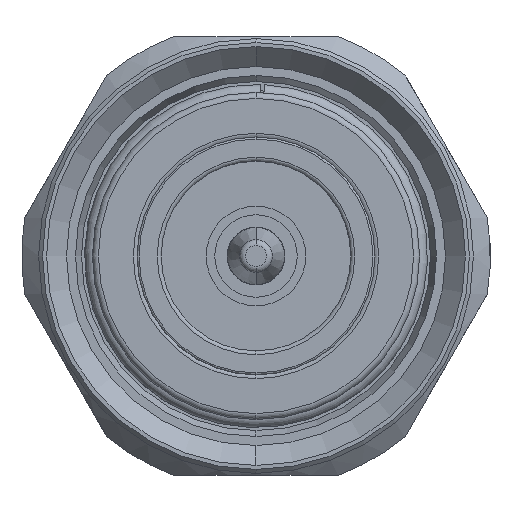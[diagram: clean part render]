
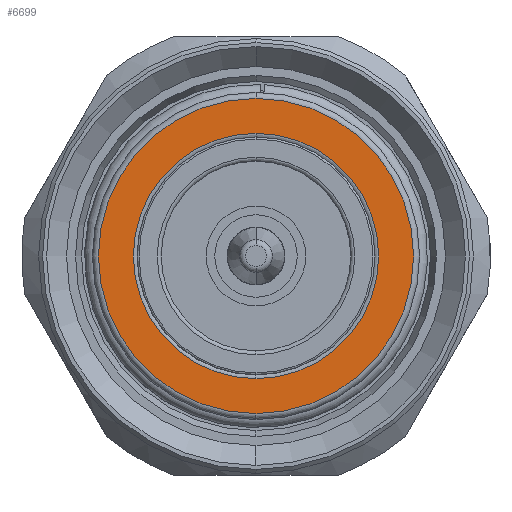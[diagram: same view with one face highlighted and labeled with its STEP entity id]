
A CAD part, left-side view. The second image highlights one B-rep face of the part: STEP entity #6699.
In plain terms, the highlighted planar face has unit normal (-1, 0, 0).
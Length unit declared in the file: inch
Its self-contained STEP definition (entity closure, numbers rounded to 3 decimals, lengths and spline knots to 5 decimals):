
#501 = DIRECTION ( 'NONE',  ( -1., 0., 0. ) ) ;
#685 = DIRECTION ( 'NONE',  ( -1., 0., 0. ) ) ;
#3478 = DIRECTION ( 'NONE',  ( 1., 0., 0. ) ) ;
#3614 = AXIS2_PLACEMENT_3D ( 'NONE', #45781, #685, #20617 ) ;
#3796 = FACE_BOUND ( 'NONE', #51296, .T. ) ;
#4020 = EDGE_CURVE ( 'NONE', #64622, #22242, #63228, .T. ) ;
#6699 = ADVANCED_FACE ( 'NONE', ( #29269, #3796 ), #58991, .F. ) ;
#7157 = DIRECTION ( 'NONE',  ( 0., 0., 1. ) ) ;
#10650 = DIRECTION ( 'NONE',  ( 0., 0., 1. ) ) ;
#13011 = CARTESIAN_POINT ( 'NONE',  ( 0.20472, 0., 0. ) ) ;
#13217 = CARTESIAN_POINT ( 'NONE',  ( 0.20472, 0., 0.24213 ) ) ;
#14885 = CARTESIAN_POINT ( 'NONE',  ( 0.20472, 0., -0.31102 ) ) ;
#15701 = ORIENTED_EDGE ( 'NONE', *, *, #16503, .F. ) ;
#16503 = EDGE_CURVE ( 'NONE', #40555, #45240, #19292, .T. ) ;
#18500 = CARTESIAN_POINT ( 'NONE',  ( 0.20472, 0.24213, 0. ) ) ;
#19292 = CIRCLE ( 'NONE', #55707, 0.24213 ) ;
#20334 = CIRCLE ( 'NONE', #3614, 0.31102 ) ;
#20617 = DIRECTION ( 'NONE',  ( 0., 0., 1. ) ) ;
#21498 = AXIS2_PLACEMENT_3D ( 'NONE', #59975, #501, #10650 ) ;
#22242 = VERTEX_POINT ( 'NONE', #14885 ) ;
#23595 = DIRECTION ( 'NONE',  ( -1., 0., 0. ) ) ;
#29236 = CARTESIAN_POINT ( 'NONE',  ( 0.20472, 0., 0.31102 ) ) ;
#29269 = FACE_OUTER_BOUND ( 'NONE', #47231, .T. ) ;
#30859 = EDGE_CURVE ( 'NONE', #22242, #64622, #20334, .T. ) ;
#31985 = DIRECTION ( 'NONE',  ( -1., 0., 0. ) ) ;
#40555 = VERTEX_POINT ( 'NONE', #51338 ) ;
#40768 = ORIENTED_EDGE ( 'NONE', *, *, #63606, .F. ) ;
#42325 = ORIENTED_EDGE ( 'NONE', *, *, #4020, .T. ) ;
#43204 = CARTESIAN_POINT ( 'NONE',  ( 0.20472, 0., 0. ) ) ;
#45240 = VERTEX_POINT ( 'NONE', #13217 ) ;
#45781 = CARTESIAN_POINT ( 'NONE',  ( 0.20472, 0., 0. ) ) ;
#47231 = EDGE_LOOP ( 'NONE', ( #42325, #61046 ) ) ;
#51296 = EDGE_LOOP ( 'NONE', ( #40768, #15701 ) ) ;
#51338 = CARTESIAN_POINT ( 'NONE',  ( 0.20472, 0., -0.24213 ) ) ;
#55259 = CIRCLE ( 'NONE', #57316, 0.24213 ) ;
#55559 = AXIS2_PLACEMENT_3D ( 'NONE', #18500, #3478, #58358 ) ;
#55707 = AXIS2_PLACEMENT_3D ( 'NONE', #13011, #31985, #7157 ) ;
#57316 = AXIS2_PLACEMENT_3D ( 'NONE', #43204, #23595, #59771 ) ;
#58358 = DIRECTION ( 'NONE',  ( 0., 1., 0. ) ) ;
#58991 = PLANE ( 'NONE',  #55559 ) ;
#59771 = DIRECTION ( 'NONE',  ( 0., 0., 1. ) ) ;
#59975 = CARTESIAN_POINT ( 'NONE',  ( 0.20472, 0., 0. ) ) ;
#61046 = ORIENTED_EDGE ( 'NONE', *, *, #30859, .T. ) ;
#63228 = CIRCLE ( 'NONE', #21498, 0.31102 ) ;
#63606 = EDGE_CURVE ( 'NONE', #45240, #40555, #55259, .T. ) ;
#64622 = VERTEX_POINT ( 'NONE', #29236 ) ;
